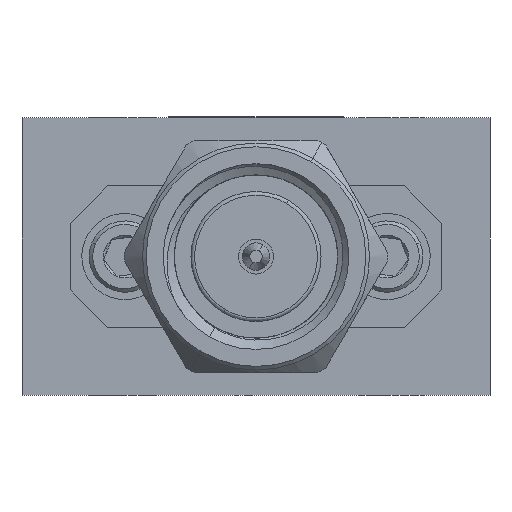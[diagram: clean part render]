
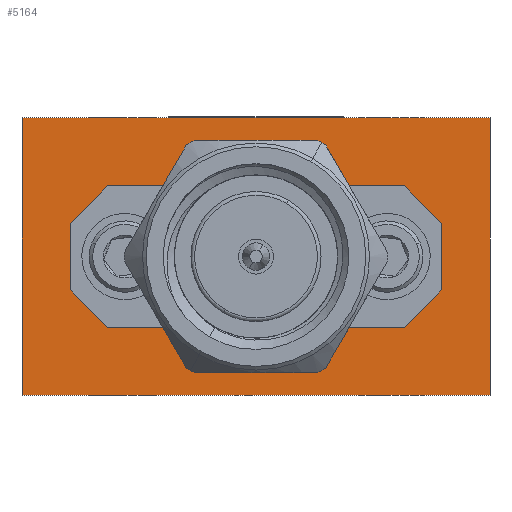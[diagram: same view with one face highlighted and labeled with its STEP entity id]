
A CAD part, left-side view. The second image highlights one B-rep face of the part: STEP entity #5164.
In plain terms, the highlighted planar face has unit normal (-1, 0, 0).
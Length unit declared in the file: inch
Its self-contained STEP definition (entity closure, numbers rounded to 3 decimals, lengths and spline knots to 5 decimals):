
#101 = DIRECTION ( 'NONE',  ( 0., -1., 0. ) ) ;
#207 = VECTOR ( 'NONE', #2005, 39.37008 ) ;
#250 = VECTOR ( 'NONE', #8870, 39.37008 ) ;
#340 = LINE ( 'NONE', #4049, #2300 ) ;
#358 = DIRECTION ( 'NONE',  ( 0., 1., 0. ) ) ;
#503 = VERTEX_POINT ( 'NONE', #9535 ) ;
#678 = CARTESIAN_POINT ( 'NONE',  ( -0.20472, 0.25, 0.045 ) ) ;
#781 = VERTEX_POINT ( 'NONE', #7292 ) ;
#790 = CARTESIAN_POINT ( 'NONE',  ( -0.20472, 0.1475, -0.1475 ) ) ;
#822 = EDGE_CURVE ( 'NONE', #881, #13307, #991, .T. ) ;
#881 = VERTEX_POINT ( 'NONE', #11322 ) ;
#991 = LINE ( 'NONE', #14809, #10805 ) ;
#1158 = CARTESIAN_POINT ( 'NONE',  ( -0.20472, 0.2, 0.095 ) ) ;
#1575 = AXIS2_PLACEMENT_3D ( 'NONE', #11754, #2781, #358 ) ;
#1591 = VERTEX_POINT ( 'NONE', #6850 ) ;
#1632 = DIRECTION ( 'NONE',  ( 0., -1., 0. ) ) ;
#1701 = VECTOR ( 'NONE', #4499, 39.37008 ) ;
#1903 = PLANE ( 'NONE',  #1575 ) ;
#2005 = DIRECTION ( 'NONE',  ( 0., 0., -1. ) ) ;
#2079 = CARTESIAN_POINT ( 'NONE',  ( -0.20472, 0.25, -0.045 ) ) ;
#2184 = ORIENTED_EDGE ( 'NONE', *, *, #14834, .T. ) ;
#2299 = VECTOR ( 'NONE', #3387, 39.37008 ) ;
#2300 = VECTOR ( 'NONE', #1632, 39.37008 ) ;
#2323 = ORIENTED_EDGE ( 'NONE', *, *, #10892, .T. ) ;
#2364 = ORIENTED_EDGE ( 'NONE', *, *, #3281, .F. ) ;
#2781 = DIRECTION ( 'NONE',  ( 1., 0., 0. ) ) ;
#3108 = FACE_BOUND ( 'NONE', #7905, .T. ) ;
#3281 = EDGE_CURVE ( 'NONE', #10479, #7325, #5256, .T. ) ;
#3387 = DIRECTION ( 'NONE',  ( 0., -1., 0. ) ) ;
#4049 = CARTESIAN_POINT ( 'NONE',  ( -0.20472, -0.31496, 0.18701 ) ) ;
#4499 = DIRECTION ( 'NONE',  ( 0., -0.707, -0.707 ) ) ;
#4547 = ORIENTED_EDGE ( 'NONE', *, *, #8687, .F. ) ;
#4753 = ORIENTED_EDGE ( 'NONE', *, *, #13265, .T. ) ;
#4774 = VECTOR ( 'NONE', #101, 39.37008 ) ;
#4911 = LINE ( 'NONE', #10904, #2299 ) ;
#5089 = VERTEX_POINT ( 'NONE', #11267 ) ;
#5164 = ADVANCED_FACE ( 'NONE', ( #3108, #12636 ), #1903, .F. ) ;
#5256 = LINE ( 'NONE', #7441, #14108 ) ;
#5390 = VERTEX_POINT ( 'NONE', #1158 ) ;
#5550 = DIRECTION ( 'NONE',  ( 0., 1., 0. ) ) ;
#5870 = EDGE_CURVE ( 'NONE', #7495, #1591, #15593, .T. ) ;
#5924 = DIRECTION ( 'NONE',  ( 0., 0., -1. ) ) ;
#5933 = LINE ( 'NONE', #9640, #8215 ) ;
#6055 = ORIENTED_EDGE ( 'NONE', *, *, #9889, .T. ) ;
#6091 = ORIENTED_EDGE ( 'NONE', *, *, #8387, .F. ) ;
#6392 = DIRECTION ( 'NONE',  ( 0., -0.707, 0.707 ) ) ;
#6704 = CARTESIAN_POINT ( 'NONE',  ( -0.20472, 0.1475, 0.1475 ) ) ;
#6794 = DIRECTION ( 'NONE',  ( 0., 0.707, 0.707 ) ) ;
#6850 = CARTESIAN_POINT ( 'NONE',  ( -0.20472, 0.2, -0.095 ) ) ;
#7292 = CARTESIAN_POINT ( 'NONE',  ( -0.20472, -0.25, 0.045 ) ) ;
#7325 = VERTEX_POINT ( 'NONE', #7444 ) ;
#7441 = CARTESIAN_POINT ( 'NONE',  ( -0.20472, -0.1475, -0.1475 ) ) ;
#7444 = CARTESIAN_POINT ( 'NONE',  ( -0.20472, -0.25, -0.045 ) ) ;
#7495 = VERTEX_POINT ( 'NONE', #2079 ) ;
#7690 = VERTEX_POINT ( 'NONE', #12473 ) ;
#7905 = EDGE_LOOP ( 'NONE', ( #4547, #2323, #8384, #6055, #2364, #12255, #15678, #2184 ) ) ;
#7956 = VECTOR ( 'NONE', #13807, 39.37008 ) ;
#8215 = VECTOR ( 'NONE', #5550, 39.37008 ) ;
#8384 = ORIENTED_EDGE ( 'NONE', *, *, #11969, .F. ) ;
#8387 = EDGE_CURVE ( 'NONE', #881, #7690, #340, .T. ) ;
#8491 = VECTOR ( 'NONE', #6794, 39.37008 ) ;
#8687 = EDGE_CURVE ( 'NONE', #5390, #14263, #11470, .T. ) ;
#8870 = DIRECTION ( 'NONE',  ( 0., 0., -1. ) ) ;
#9312 = CARTESIAN_POINT ( 'NONE',  ( -0.20472, -0.2, -0.095 ) ) ;
#9509 = CARTESIAN_POINT ( 'NONE',  ( -0.20472, -0.31496, 0.18701 ) ) ;
#9535 = CARTESIAN_POINT ( 'NONE',  ( -0.20472, -0.31496, -0.18701 ) ) ;
#9640 = CARTESIAN_POINT ( 'NONE',  ( -0.20472, 0.25, -0.095 ) ) ;
#9889 = EDGE_CURVE ( 'NONE', #781, #7325, #11219, .T. ) ;
#10479 = VERTEX_POINT ( 'NONE', #9312 ) ;
#10805 = VECTOR ( 'NONE', #5924, 39.37008 ) ;
#10892 = EDGE_CURVE ( 'NONE', #5390, #5089, #4911, .T. ) ;
#10904 = CARTESIAN_POINT ( 'NONE',  ( -0.20472, 0.25, 0.095 ) ) ;
#11099 = CARTESIAN_POINT ( 'NONE',  ( -0.20472, -0.31496, -0.18701 ) ) ;
#11219 = LINE ( 'NONE', #14958, #250 ) ;
#11226 = EDGE_CURVE ( 'NONE', #10479, #1591, #5933, .T. ) ;
#11267 = CARTESIAN_POINT ( 'NONE',  ( -0.20472, -0.2, 0.095 ) ) ;
#11322 = CARTESIAN_POINT ( 'NONE',  ( -0.20472, 0.31496, 0.18701 ) ) ;
#11470 = LINE ( 'NONE', #6704, #7956 ) ;
#11496 = DIRECTION ( 'NONE',  ( 0., 0., 1. ) ) ;
#11555 = LINE ( 'NONE', #11099, #4774 ) ;
#11723 = CARTESIAN_POINT ( 'NONE',  ( -0.20472, 0.31496, -0.18701 ) ) ;
#11754 = CARTESIAN_POINT ( 'NONE',  ( -0.20472, -0.31496, 0.18701 ) ) ;
#11969 = EDGE_CURVE ( 'NONE', #781, #5089, #12931, .T. ) ;
#12255 = ORIENTED_EDGE ( 'NONE', *, *, #11226, .T. ) ;
#12274 = EDGE_LOOP ( 'NONE', ( #4753, #14869, #6091, #15982 ) ) ;
#12473 = CARTESIAN_POINT ( 'NONE',  ( -0.20472, -0.31496, 0.18701 ) ) ;
#12570 = EDGE_CURVE ( 'NONE', #7690, #503, #12995, .T. ) ;
#12624 = LINE ( 'NONE', #13920, #13022 ) ;
#12636 = FACE_OUTER_BOUND ( 'NONE', #12274, .T. ) ;
#12931 = LINE ( 'NONE', #15534, #8491 ) ;
#12995 = LINE ( 'NONE', #9509, #207 ) ;
#13022 = VECTOR ( 'NONE', #11496, 39.37008 ) ;
#13265 = EDGE_CURVE ( 'NONE', #13307, #503, #11555, .T. ) ;
#13307 = VERTEX_POINT ( 'NONE', #11723 ) ;
#13807 = DIRECTION ( 'NONE',  ( 0., 0.707, -0.707 ) ) ;
#13920 = CARTESIAN_POINT ( 'NONE',  ( -0.20472, 0.25, 0.095 ) ) ;
#14108 = VECTOR ( 'NONE', #6392, 39.37008 ) ;
#14263 = VERTEX_POINT ( 'NONE', #678 ) ;
#14809 = CARTESIAN_POINT ( 'NONE',  ( -0.20472, 0.31496, 0.18701 ) ) ;
#14834 = EDGE_CURVE ( 'NONE', #7495, #14263, #12624, .T. ) ;
#14869 = ORIENTED_EDGE ( 'NONE', *, *, #12570, .F. ) ;
#14958 = CARTESIAN_POINT ( 'NONE',  ( -0.20472, -0.25, 0.095 ) ) ;
#15534 = CARTESIAN_POINT ( 'NONE',  ( -0.20472, -0.1475, 0.1475 ) ) ;
#15593 = LINE ( 'NONE', #790, #1701 ) ;
#15678 = ORIENTED_EDGE ( 'NONE', *, *, #5870, .F. ) ;
#15982 = ORIENTED_EDGE ( 'NONE', *, *, #822, .T. ) ;
